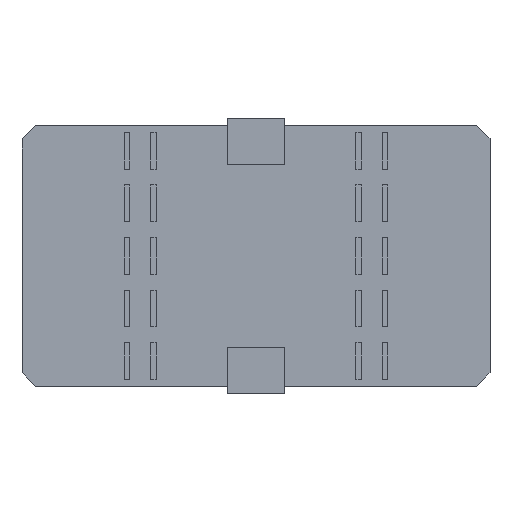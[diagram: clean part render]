
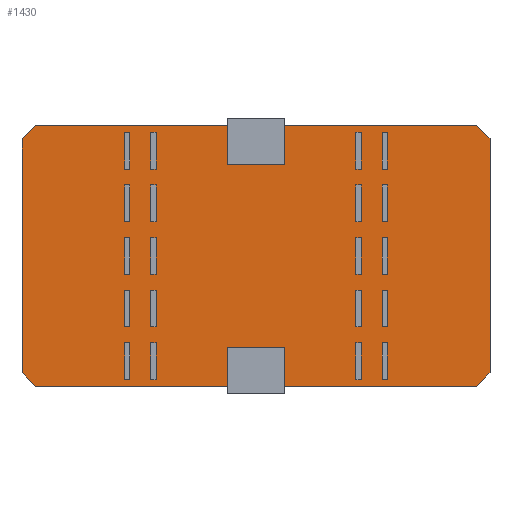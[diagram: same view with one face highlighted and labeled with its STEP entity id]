
A CAD part, top view. The second image highlights one B-rep face of the part: STEP entity #1430.
In plain terms, the highlighted planar face has unit normal (0, 0, 1).
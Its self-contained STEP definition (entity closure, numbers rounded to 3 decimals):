
#92=FACE_OUTER_BOUND('',#158,.T.);
#158=EDGE_LOOP('',(#1175,#1176,#1177,#1178,#1179,#1180,#1181,#1182));
#277=LINE('',#2156,#497);
#281=LINE('',#2165,#501);
#284=LINE('',#2172,#504);
#288=LINE('',#2181,#508);
#292=LINE('',#2187,#512);
#294=LINE('',#2190,#514);
#296=LINE('',#2193,#516);
#298=LINE('',#2196,#518);
#497=VECTOR('',#1740,1.);
#501=VECTOR('',#1746,1.);
#504=VECTOR('',#1751,1.);
#508=VECTOR('',#1757,1.);
#512=VECTOR('',#1763,10.);
#514=VECTOR('',#1767,10.);
#516=VECTOR('',#1771,10.);
#518=VECTOR('',#1775,10.);
#717=VERTEX_POINT('',#2153);
#718=VERTEX_POINT('',#2155);
#721=VERTEX_POINT('',#2162);
#722=VERTEX_POINT('',#2164);
#724=VERTEX_POINT('',#2169);
#725=VERTEX_POINT('',#2171);
#728=VERTEX_POINT('',#2178);
#729=VERTEX_POINT('',#2180);
#917=EDGE_CURVE('',#718,#717,#277,.F.);
#921=EDGE_CURVE('',#722,#721,#281,.F.);
#924=EDGE_CURVE('',#725,#724,#284,.T.);
#928=EDGE_CURVE('',#729,#728,#288,.T.);
#932=EDGE_CURVE('',#717,#729,#292,.T.);
#934=EDGE_CURVE('',#718,#721,#294,.T.);
#936=EDGE_CURVE('',#728,#725,#296,.T.);
#938=EDGE_CURVE('',#722,#724,#298,.T.);
#1175=ORIENTED_EDGE('',*,*,#928,.T.);
#1176=ORIENTED_EDGE('',*,*,#936,.T.);
#1177=ORIENTED_EDGE('',*,*,#924,.T.);
#1178=ORIENTED_EDGE('',*,*,#938,.F.);
#1179=ORIENTED_EDGE('',*,*,#921,.T.);
#1180=ORIENTED_EDGE('',*,*,#934,.F.);
#1181=ORIENTED_EDGE('',*,*,#917,.T.);
#1182=ORIENTED_EDGE('',*,*,#932,.T.);
#1364=PLANE('',#1577);
#1430=ADVANCED_FACE('',(#92),#1364,.T.);
#1577=AXIS2_PLACEMENT_3D('',#2198,#1778,#1779);
#1740=DIRECTION('',(0.,1.,0.));
#1746=DIRECTION('',(1.,0.,0.));
#1751=DIRECTION('',(0.,1.,0.));
#1757=DIRECTION('',(1.,0.,0.));
#1763=DIRECTION('',(0.707,-0.707,0.));
#1767=DIRECTION('',(0.707,0.707,0.));
#1771=DIRECTION('',(0.707,0.707,0.));
#1775=DIRECTION('',(0.707,-0.707,0.));
#1778=DIRECTION('center_axis',(0.,0.,1.));
#1779=DIRECTION('ref_axis',(1.,0.,0.));
#2153=CARTESIAN_POINT('',(8.057,11.502,1.));
#2155=CARTESIAN_POINT('',(8.057,100.502,1.));
#2156=CARTESIAN_POINT('',(8.057,56.002,1.));
#2162=CARTESIAN_POINT('',(13.057,105.502,1.));
#2164=CARTESIAN_POINT('',(181.057,105.502,1.));
#2165=CARTESIAN_POINT('',(97.057,105.502,1.));
#2169=CARTESIAN_POINT('',(186.057,100.502,1.));
#2171=CARTESIAN_POINT('',(186.057,11.502,1.));
#2172=CARTESIAN_POINT('',(186.057,56.002,1.));
#2178=CARTESIAN_POINT('',(181.057,6.502,1.));
#2180=CARTESIAN_POINT('',(13.057,6.502,1.));
#2181=CARTESIAN_POINT('',(97.057,6.502,1.));
#2187=CARTESIAN_POINT('',(8.057,11.502,1.));
#2190=CARTESIAN_POINT('',(8.057,100.502,1.));
#2193=CARTESIAN_POINT('',(181.057,6.502,1.));
#2196=CARTESIAN_POINT('',(181.057,105.502,1.));
#2198=CARTESIAN_POINT('Origin',(97.057,56.002,1.));
